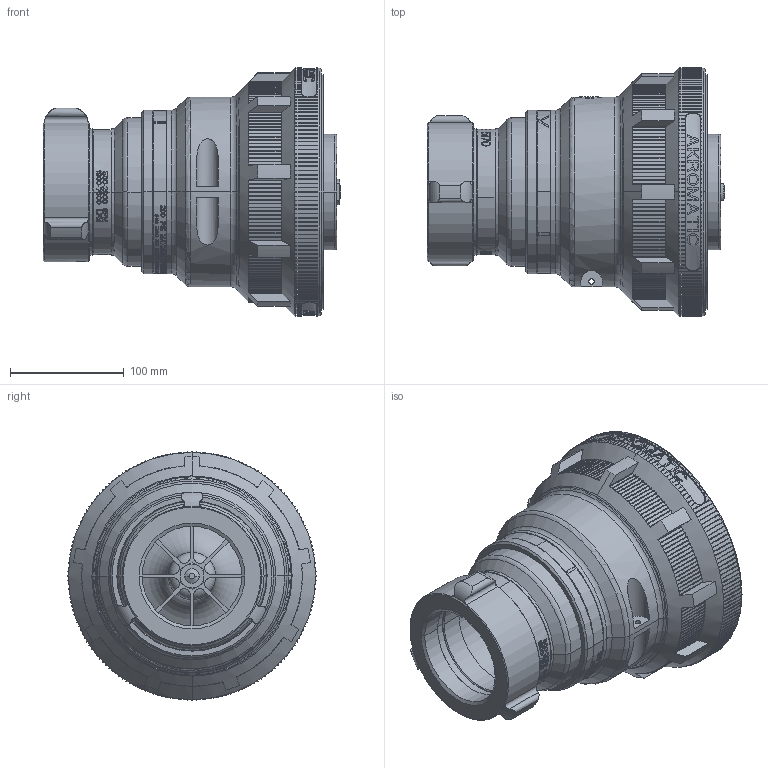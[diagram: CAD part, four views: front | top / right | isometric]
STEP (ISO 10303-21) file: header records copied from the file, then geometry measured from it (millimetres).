
FILE_DESCRIPTION((''),'2;1');
FILE_NAME('D43172_SW0001','2012-10-30T',('jhabe'),(''),'PRO/ENGINEER BY PARAMETRIC TECHNOLOGY CORPORATION, 2011310','PRO/ENGINEER BY PARAMETRIC TECHNOLOGY CORPORATION, 2011310','');
FILE_SCHEMA(('CONFIG_CONTROL_DESIGN'));
Products named in the file (1): D43172_SW0001
Bounding box: 261.25 x 217.85 x 217.85 mm (x, y, z)
Surface area: 467752.8 mm2 (no closed solid volume)
Topology: 0 solids, 194 shells, 2668 faces, 13349 edges, 10400 vertices
Faces by surface type: plane 1524, cylinder 545, torus 292, cone 131, sphere 106, bspline 70
Entity records: 142712 total; most frequent: CARTESIAN_POINT 46656, ORIENTED_EDGE 19275, DIRECTION 16992, EDGE_CURVE 13137, VERTEX_POINT 10400, VECTOR 6340, LINE 6340, AXIS2_PLACEMENT_3D 5326
